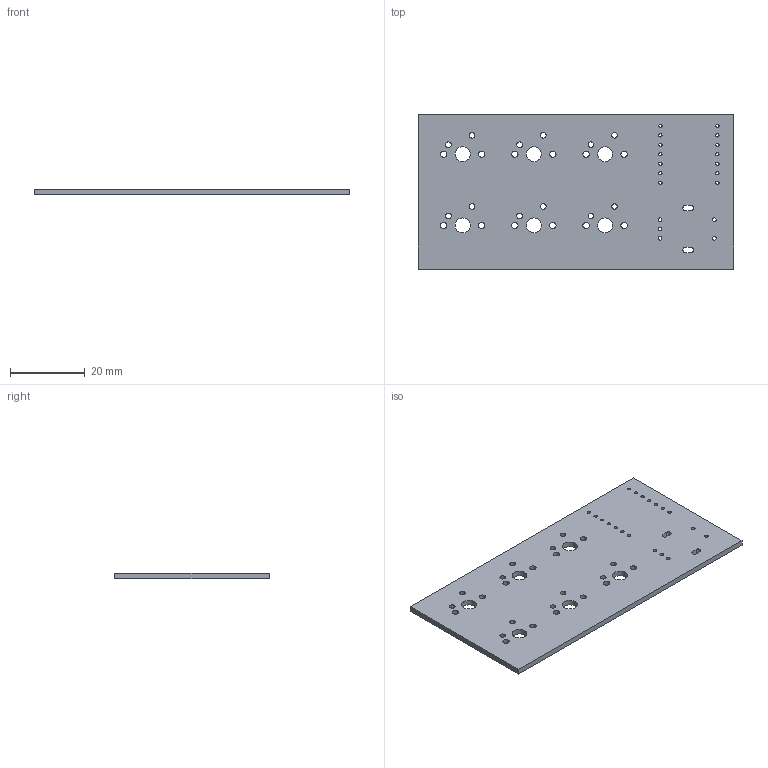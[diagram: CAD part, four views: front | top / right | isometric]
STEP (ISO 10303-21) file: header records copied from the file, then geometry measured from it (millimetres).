
FILE_DESCRIPTION(/* description */ ('STEP AP242 Edition 2','CAx-IF Rec.Pracs.---Representation and Presentation of Product Manufacturing Information (PMI)---4.0---2014-10-13','CAx-IF Rec.Pracs.---3D Tessellated Geometry---0.4---2014-09-14','2;1','CAx-IF Rec.Pracs.---User Defined Attributes---1.5---2016-08-15'),/* implementation_level */ '2;1');
FILE_NAME(/* name */ 'Assembly 1 - Macro Pad_PCB',/* time_stamp */ '2026-01-23T20:51:41Z',/* author */ (''),/* organization */ (''),/* preprocessor_version */ 'ST-DEVELOPER v20',/* originating_system */ 'ONSHAPE BY PTC INC, 1.209',/* authorisation */ ' ');
FILE_SCHEMA (('AP242_MANAGED_MODEL_BASED_3D_ENGINEERING_MIM_LF { 1 0 10303 442 3 1 4 }'));
Length unit declared in the file: metre
Products named in the file (1): Macro Pad_PCB
Bounding box: 84.4 x 41.2 x 1.51 mm (x, y, z)
Volume: 5033.4 mm3; surface area: 7446.9 mm2
Topology: 1 solids, 1 shells, 63 faces, 183 edges, 122 vertices
Faces by surface type: cylinder 53, plane 10
Full cylindrical faces by diameter (mm): 0.889 x14, 1 x5, 1.5 x12, 1.7 x12, 4 x6
Entity records: 2124 total; most frequent: DIRECTION 368, CARTESIAN_POINT 320, ORIENTED_EDGE 268, EDGE_LOOP 214, FACE_BOUND 214, AXIS2_PLACEMENT_3D 170, EDGE_CURVE 134, VERTEX_POINT 122
